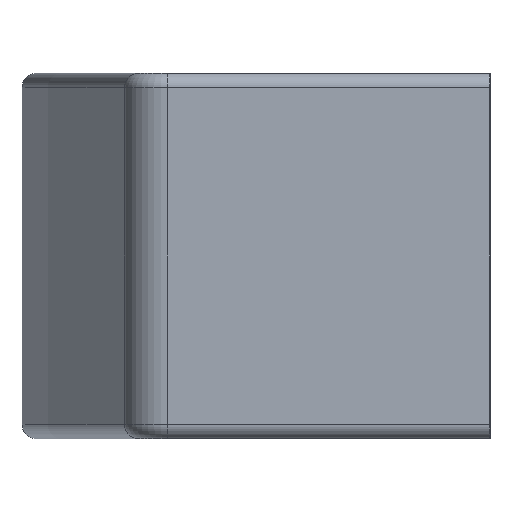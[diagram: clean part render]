
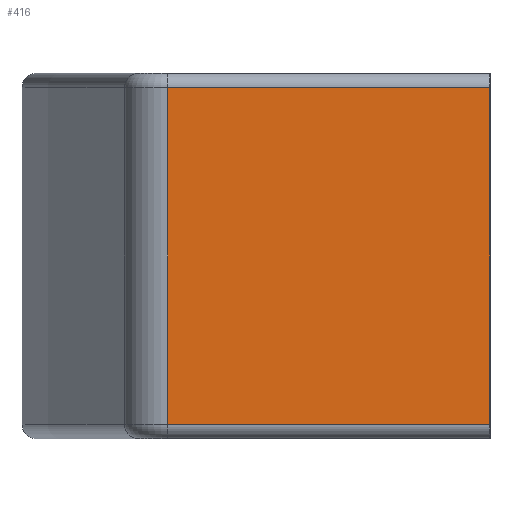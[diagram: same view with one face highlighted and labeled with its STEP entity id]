
A CAD part, left-side view. The second image highlights one B-rep face of the part: STEP entity #416.
In plain terms, the highlighted planar face has unit normal (-1, 0, 0).
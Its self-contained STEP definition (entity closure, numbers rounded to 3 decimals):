
#16 = CARTESIAN_POINT ( 'NONE',  ( -119.5, -32., -11.5 ) ) ;
#39 = DIRECTION ( 'NONE',  ( 0., 0., 1. ) ) ;
#43 = FACE_OUTER_BOUND ( 'NONE', #64, .T. ) ;
#58 = VERTEX_POINT ( 'NONE', #603 ) ;
#64 = EDGE_LOOP ( 'NONE', ( #103, #828, #328, #465 ) ) ;
#103 = ORIENTED_EDGE ( 'NONE', *, *, #249, .T. ) ;
#141 = VECTOR ( 'NONE', #673, 1000. ) ;
#147 = DIRECTION ( 'NONE',  ( 0., -1., 0. ) ) ;
#160 = LINE ( 'NONE', #619, #523 ) ;
#171 = CARTESIAN_POINT ( 'NONE',  ( -119.5, -9.979, 12.5 ) ) ;
#189 = DIRECTION ( 'NONE',  ( 0., 1., 0. ) ) ;
#209 = CARTESIAN_POINT ( 'NONE',  ( -119.5, -9.979, 12.5 ) ) ;
#213 = VERTEX_POINT ( 'NONE', #231 ) ;
#224 = VECTOR ( 'NONE', #147, 1000. ) ;
#231 = CARTESIAN_POINT ( 'NONE',  ( -119.5, -32., 11.5 ) ) ;
#249 = EDGE_CURVE ( 'NONE', #449, #58, #409, .T. ) ;
#262 = LINE ( 'NONE', #504, #593 ) ;
#301 = DIRECTION ( 'NONE',  ( 1., 0., 0. ) ) ;
#310 = AXIS2_PLACEMENT_3D ( 'NONE', #171, #301, #39 ) ;
#322 = EDGE_CURVE ( 'NONE', #58, #782, #730, .T. ) ;
#328 = ORIENTED_EDGE ( 'NONE', *, *, #450, .F. ) ;
#409 = LINE ( 'NONE', #209, #141 ) ;
#416 = ADVANCED_FACE ( 'NONE', ( #43 ), #556, .F. ) ;
#449 = VERTEX_POINT ( 'NONE', #743 ) ;
#450 = EDGE_CURVE ( 'NONE', #213, #782, #160, .T. ) ;
#465 = ORIENTED_EDGE ( 'NONE', *, *, #515, .T. ) ;
#504 = CARTESIAN_POINT ( 'NONE',  ( -119.5, -9.979, 11.5 ) ) ;
#515 = EDGE_CURVE ( 'NONE', #213, #449, #262, .T. ) ;
#523 = VECTOR ( 'NONE', #613, 1000. ) ;
#556 = PLANE ( 'NONE',  #310 ) ;
#593 = VECTOR ( 'NONE', #189, 1000. ) ;
#603 = CARTESIAN_POINT ( 'NONE',  ( -119.5, -9.979, -11.5 ) ) ;
#613 = DIRECTION ( 'NONE',  ( 0., 0., -1. ) ) ;
#619 = CARTESIAN_POINT ( 'NONE',  ( -119.5, -32., 12.5 ) ) ;
#673 = DIRECTION ( 'NONE',  ( 0., 0., -1. ) ) ;
#730 = LINE ( 'NONE', #16, #224 ) ;
#743 = CARTESIAN_POINT ( 'NONE',  ( -119.5, -9.979, 11.5 ) ) ;
#782 = VERTEX_POINT ( 'NONE', #826 ) ;
#826 = CARTESIAN_POINT ( 'NONE',  ( -119.5, -32., -11.5 ) ) ;
#828 = ORIENTED_EDGE ( 'NONE', *, *, #322, .T. ) ;
